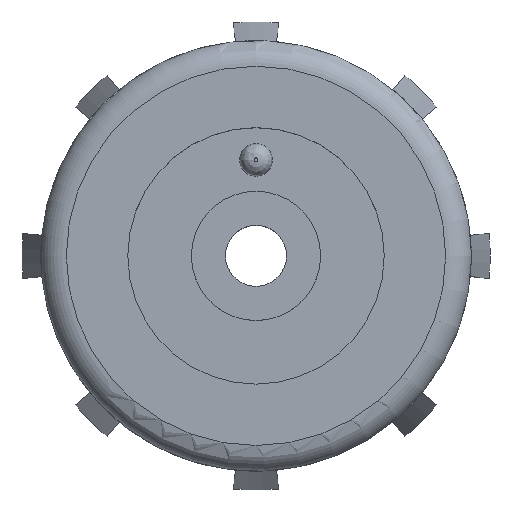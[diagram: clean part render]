
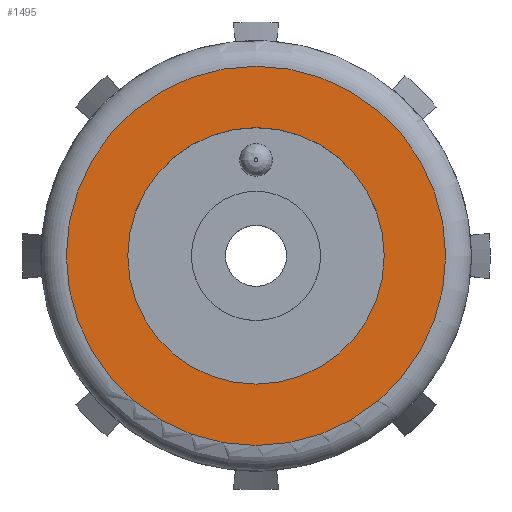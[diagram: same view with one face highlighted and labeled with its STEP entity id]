
A CAD part, top view. The second image highlights one B-rep face of the part: STEP entity #1495.
In plain terms, the highlighted planar face has unit normal (0, 0, 1).
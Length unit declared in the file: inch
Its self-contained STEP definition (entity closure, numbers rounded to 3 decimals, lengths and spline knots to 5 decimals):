
#37=FACE_BOUND($,#258,.T.);
#38=FACE_BOUND($,#259,.T.);
#83=PLANE($,#1666);
#258=EDGE_LOOP($,(#1382));
#259=EDGE_LOOP($,(#1383));
#342=CIRCLE($,#1661,0.534);
#343=CIRCLE($,#1663,0.78985);
#739=VERTEX_POINT($,#2592);
#740=VERTEX_POINT($,#2595);
#953=EDGE_CURVE($,#739,#739,#342,.T.);
#954=EDGE_CURVE($,#740,#740,#343,.T.);
#1382=ORIENTED_EDGE($,*,*,#953,.T.);
#1383=ORIENTED_EDGE($,*,*,#954,.F.);
#1495=ADVANCED_FACE($,(#37,#38),#83,.T.);
#1661=AXIS2_PLACEMENT_3D($,#2593,#2121,#2122);
#1663=AXIS2_PLACEMENT_3D($,#2596,#2125,#2126);
#1666=AXIS2_PLACEMENT_3D($,#2600,#2131,#2132);
#2121=DIRECTION('center_axis',(0.,0.,-1.));
#2122=DIRECTION('ref_axis',(-1.,0.,0.));
#2125=DIRECTION('center_axis',(0.,0.,-1.));
#2126=DIRECTION('ref_axis',(-1.,0.,0.));
#2131=DIRECTION('center_axis',(0.,0.,1.));
#2132=DIRECTION('ref_axis',(1.,0.,0.));
#2592=CARTESIAN_POINT('',(0.534,0.,0.083));
#2593=CARTESIAN_POINT('Origin',(0.,0.,0.083));
#2595=CARTESIAN_POINT('',(0.78985,0.,0.083));
#2596=CARTESIAN_POINT('Origin',(0.,0.,0.083));
#2600=CARTESIAN_POINT('Origin',(0.,0.,
0.083));
